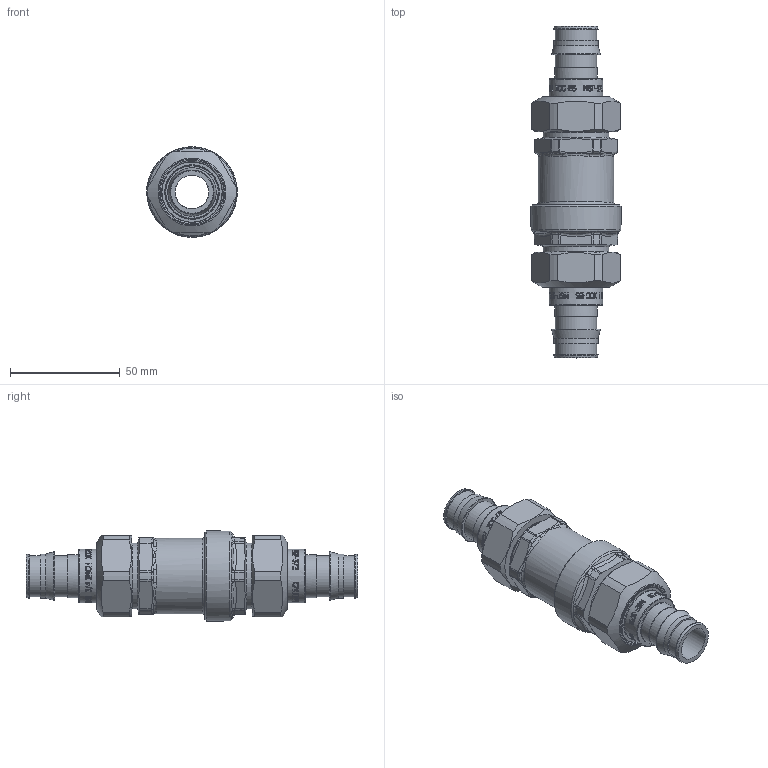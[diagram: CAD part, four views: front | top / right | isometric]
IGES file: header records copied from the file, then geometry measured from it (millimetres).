
Global section: file name: 127352AF_Simplify_1; native system: Autodesk Inventor 2025; preprocessor: unknown; author: ischreiner; date: 20250724.081325; units: inch
Bounding box: 41.38 x 151.46 x 41.33 mm (x, y, z)
Volume: 54812.1 mm3; surface area: 38193.1 mm2
Topology: 5 solids, 5 shells, 1244 faces, 3344 edges, 2211 vertices
Faces by surface type: bspline 1244
